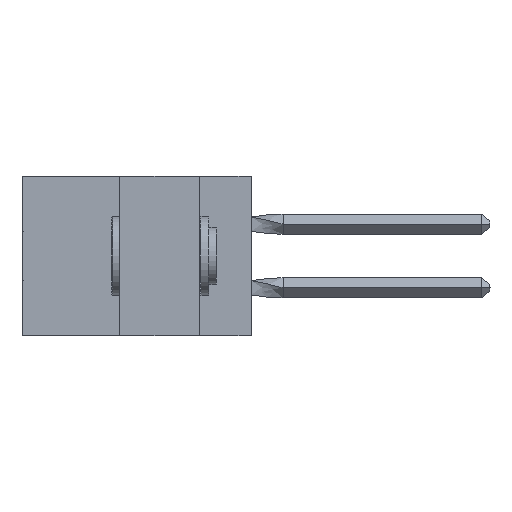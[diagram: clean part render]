
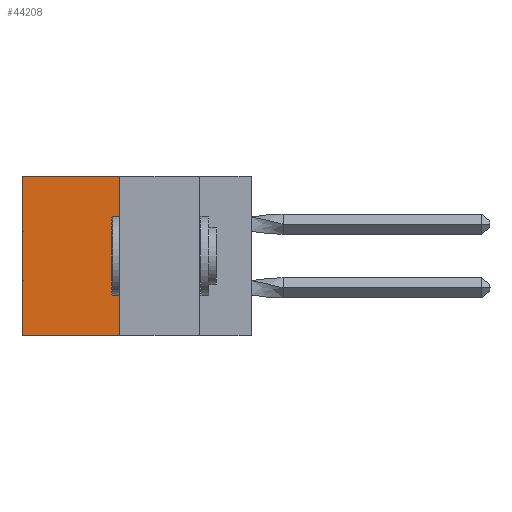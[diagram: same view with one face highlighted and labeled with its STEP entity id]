
A CAD part, left-side view. The second image highlights one B-rep face of the part: STEP entity #44208.
In plain terms, the highlighted planar face has unit normal (-1, 0, 0).
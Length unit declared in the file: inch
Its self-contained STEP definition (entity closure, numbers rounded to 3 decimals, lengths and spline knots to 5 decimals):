
#687 = VECTOR ( 'NONE', #40422, 39.37008 ) ;
#1518 = ORIENTED_EDGE ( 'NONE', *, *, #18003, .F. ) ;
#2122 = CARTESIAN_POINT ( 'NONE',  ( 0.305, 0.413, 0. ) ) ;
#3293 = CARTESIAN_POINT ( 'NONE',  ( 0.305, 0.413, -0.5 ) ) ;
#4702 = VERTEX_POINT ( 'NONE', #36245 ) ;
#9306 = CARTESIAN_POINT ( 'NONE',  ( 0.305, 0.413, -0.5 ) ) ;
#9447 = PLANE ( 'NONE',  #41439 ) ;
#10935 = DIRECTION ( 'NONE',  ( 0., 1., 0. ) ) ;
#13021 = CARTESIAN_POINT ( 'NONE',  ( 0.305, 0.72, -0.5 ) ) ;
#14105 = LINE ( 'NONE', #13021, #687 ) ;
#14207 = CARTESIAN_POINT ( 'NONE',  ( 0.305, 0.413, -0.5 ) ) ;
#16092 = EDGE_CURVE ( 'NONE', #22322, #4702, #34031, .T. ) ;
#18003 = EDGE_CURVE ( 'NONE', #21007, #22322, #34381, .T. ) ;
#19193 = DIRECTION ( 'NONE',  ( 1., 0., 0. ) ) ;
#19637 = ORIENTED_EDGE ( 'NONE', *, *, #16092, .F. ) ;
#20276 = EDGE_LOOP ( 'NONE', ( #43838, #19637, #1518, #31517 ) ) ;
#20463 = LINE ( 'NONE', #33609, #38689 ) ;
#21007 = VERTEX_POINT ( 'NONE', #2122 ) ;
#22322 = VERTEX_POINT ( 'NONE', #3293 ) ;
#26075 = VERTEX_POINT ( 'NONE', #40894 ) ;
#30629 = VECTOR ( 'NONE', #42357, 39.37008 ) ;
#31517 = ORIENTED_EDGE ( 'NONE', *, *, #40698, .T. ) ;
#32296 = CARTESIAN_POINT ( 'NONE',  ( 0.305, 0.413, -0.5 ) ) ;
#32908 = FACE_OUTER_BOUND ( 'NONE', #20276, .T. ) ;
#33382 = DIRECTION ( 'NONE',  ( 0., 0., -1. ) ) ;
#33609 = CARTESIAN_POINT ( 'NONE',  ( 0.305, 0.413, 0. ) ) ;
#34031 = LINE ( 'NONE', #14207, #34556 ) ;
#34381 = LINE ( 'NONE', #32296, #30629 ) ;
#34556 = VECTOR ( 'NONE', #10935, 39.37008 ) ;
#36245 = CARTESIAN_POINT ( 'NONE',  ( 0.305, 0.72, -0.5 ) ) ;
#38689 = VECTOR ( 'NONE', #40816, 39.37008 ) ;
#40034 = EDGE_CURVE ( 'NONE', #26075, #4702, #14105, .T. ) ;
#40422 = DIRECTION ( 'NONE',  ( 0., 0., -1. ) ) ;
#40698 = EDGE_CURVE ( 'NONE', #21007, #26075, #20463, .T. ) ;
#40816 = DIRECTION ( 'NONE',  ( 0., 1., 0. ) ) ;
#40894 = CARTESIAN_POINT ( 'NONE',  ( 0.305, 0.72, 0. ) ) ;
#41439 = AXIS2_PLACEMENT_3D ( 'NONE', #9306, #19193, #33382 ) ;
#42357 = DIRECTION ( 'NONE',  ( 0., 0., -1. ) ) ;
#43838 = ORIENTED_EDGE ( 'NONE', *, *, #40034, .T. ) ;
#44208 = ADVANCED_FACE ( 'NONE', ( #32908 ), #9447, .F. ) ;
